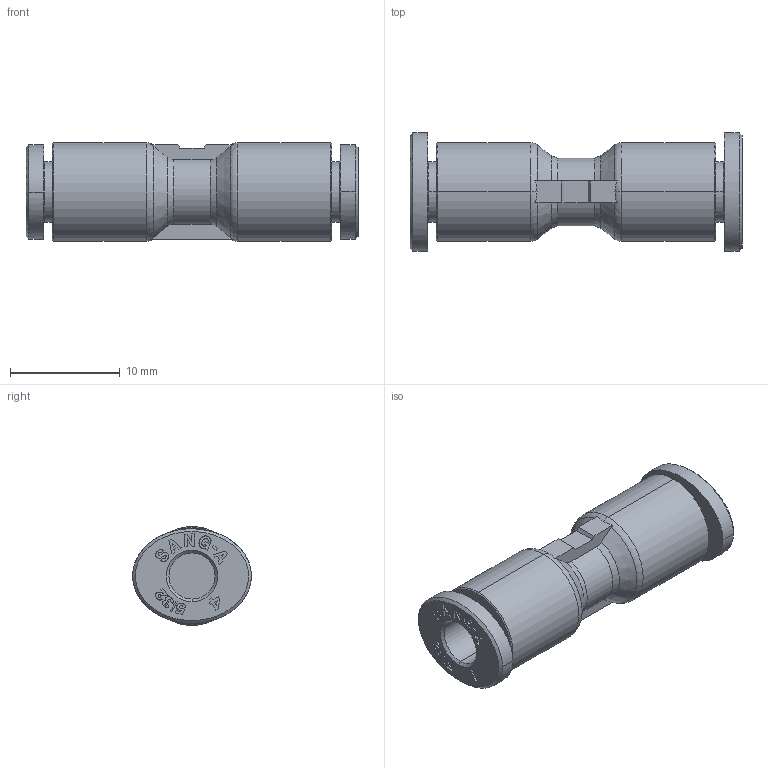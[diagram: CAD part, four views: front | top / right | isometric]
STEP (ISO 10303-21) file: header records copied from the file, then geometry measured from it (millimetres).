
FILE_DESCRIPTION((''),'2;1');
FILE_NAME('GPUC 04(3D).stp','2012-12-27T14:41:29',(''),(''),'Mechanical Desktop.R8.0.24.0','Mechanical Desktop.R8.0.24.0',', , ');
FILE_SCHEMA(('CONFIG_CONTROL_DESIGN'));
Length unit declared in the file: millimetre
Products named in the file (2): GPUC 04(3D); ºÎÇ°1
Assembly tree (1 placements, depth 2):
  GPUC 04(3D)
    ºÎÇ°1
Bounding box: 30.2 x 10.8 x 9 mm (x, y, z)
Volume: 1309.1 mm3; surface area: 1549 mm2
Topology: 1 solids, 1 shells, 782 faces, 2224 edges, 1478 vertices
Faces by surface type: plane 670, bspline 62, cylinder 30, cone 16, torus 4
Entity records: 26533 total; most frequent: CARTESIAN_POINT 6198, ORIENTED_EDGE 4448, DIRECTION 3820, EDGE_CURVE 2224, VECTOR 1988, LINE 1988, VERTEX_POINT 1478, AXIS2_PLACEMENT_3D 916
